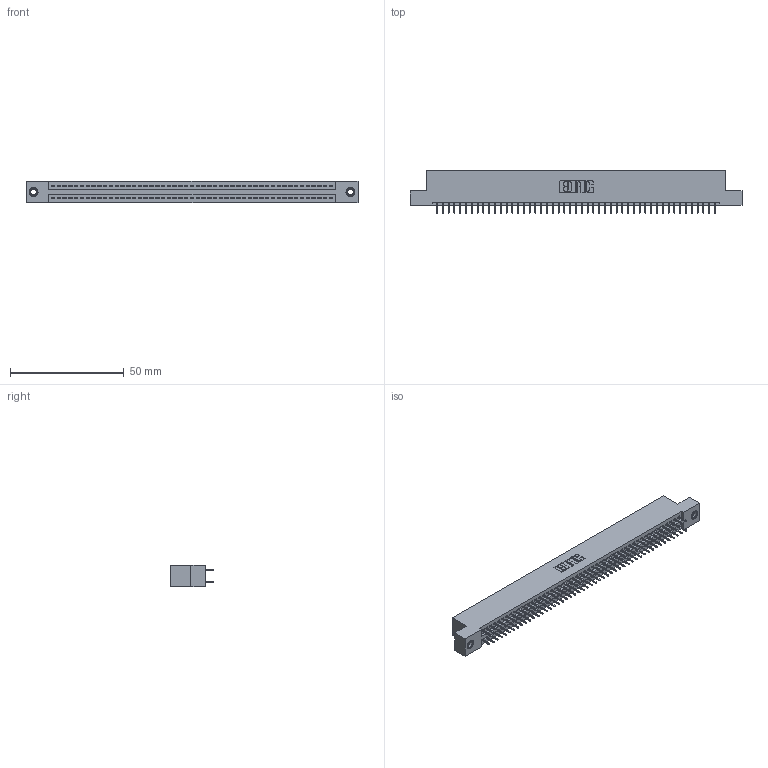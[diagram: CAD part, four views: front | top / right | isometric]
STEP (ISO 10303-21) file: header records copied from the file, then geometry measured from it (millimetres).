
FILE_DESCRIPTION (( 'STEP AP203' ), '1' );
FILE_NAME ('845-098-525-207.STEP', '2020-09-24T04:18:21', ( '' ), ( '' ), 'SwSTEP 2.0', 'SolidWorks 2020', '' );
FILE_SCHEMA (( 'CONFIG_CONTROL_DESIGN' ));
Length unit declared in the file: inch
Products named in the file (4): 845 Part_Flush Mounting Lugs - 0.156 Dia-TI; 345-292-001_345-293-125; 345-250-001_345-250-005-103; 845-098-525-207
Assembly tree (101 placements, depth 2):
  845-098-525-207
    845 Part_Flush Mounting Lugs - 0.156 Dia-TI
    345-292-001_345-293-125  x98
    345-250-001_345-250-005-103  x2
Bounding box: 145.67 x 18.72 x 9.4 mm (x, y, z)
Volume: 14040.6 mm3; surface area: 20431.7 mm2
Topology: 101 solids, 101 shells, 5478 faces, 15471 edges, 9914 vertices
Faces by surface type: plane 3934, cylinder 1528, cone 12, torus 4
Entity records: 38764 total; most frequent: CARTESIAN_POINT 6471, ORIENTED_EDGE 6398, DIRECTION 5725, EDGE_CURVE 3199, LINE 2855, VECTOR 2855, VERTEX_POINT 2124, AXIS2_PLACEMENT_3D 1435
